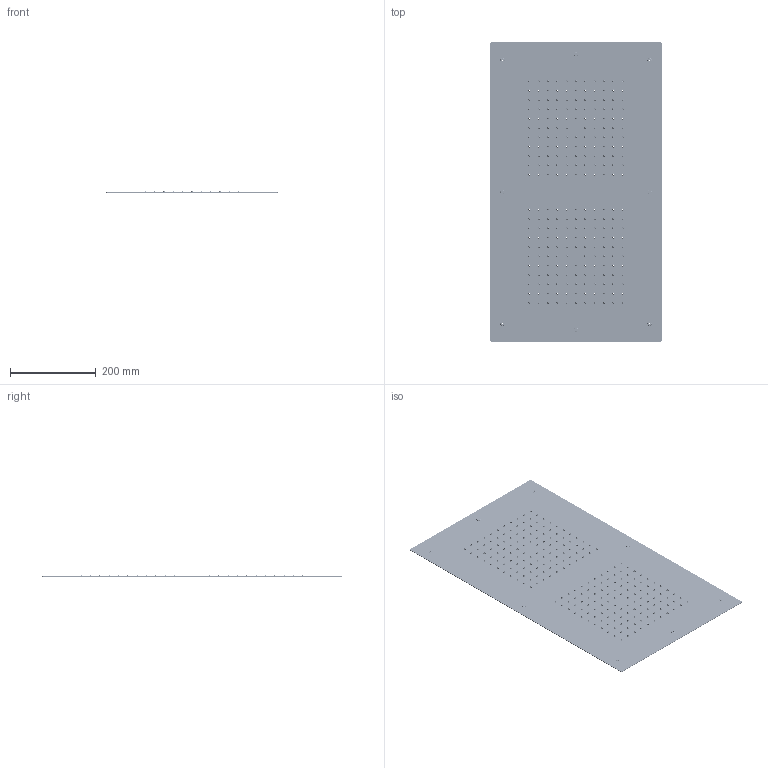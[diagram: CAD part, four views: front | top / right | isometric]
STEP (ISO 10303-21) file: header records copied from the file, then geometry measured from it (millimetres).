
FILE_DESCRIPTION((''),'2;1');
FILE_NAME('ZSOF302CR','2021-11-22T15:32:45',('ut3'),('PAFFONI SpA'),'CREO PARAMETRIC BY PTC INC, 2020044','CREO PARAMETRIC BY PTC INC, 2020044','');
FILE_SCHEMA(('CONFIG_CONTROL_DESIGN','SHAPE_APPEARANCE_LAYERS_GROUPS'));
Products named in the file (1): ZSOF302CR
Bounding box: 400 x 700 x 5.8 mm (x, y, z)
Volume: 421275.1 mm3; surface area: 833342.7 mm2
Topology: 1 solids, 3 shells, 4310 faces, 10176 edges, 6136 vertices
Faces by surface type: torus 2416, cylinder 1548, plane 330, cone 16
Entity records: 180636 total; most frequent: DIRECTION 27230, CARTESIAN_POINT 20623, ORIENTED_EDGE 20352, AXIS2_PLACEMENT_3D 12743, EDGE_CURVE 10176, FILL_AREA_STYLE_COLOUR 8604, FILL_AREA_STYLE 8604, SURFACE_STYLE_FILL_AREA 8604
